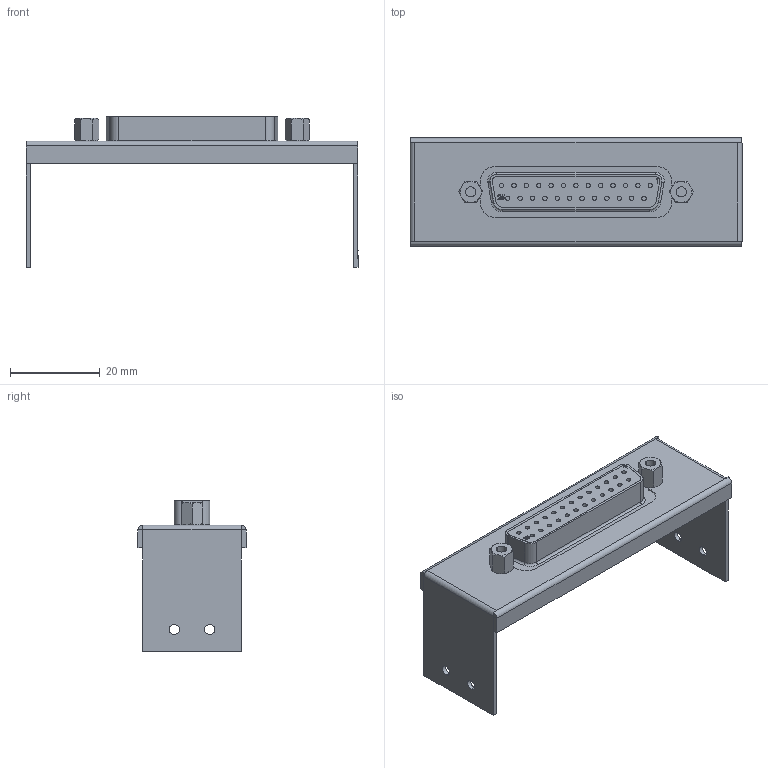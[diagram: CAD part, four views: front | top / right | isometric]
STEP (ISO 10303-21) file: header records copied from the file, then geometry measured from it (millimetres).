
FILE_DESCRIPTION (( 'STEP AP214' ), '1' );
FILE_NAME ('DIYM25F.STEP', '2007-11-12T15:53:14', ( ' ' ), ( ' ' ), 'SwSTEP 2.0', 'SolidWorks 2007', '' );
FILE_SCHEMA (( 'AUTOMOTIVE_DESIGN' ));
Length unit declared in the file: inch
Products named in the file (5): DIYM25F-MA1; DIYM25F-MA2; SD25S_Supplier Connector; DIYM25F; DIYM25F-MA3_DEFAULT
Assembly tree (6 placements, depth 2):
  DIYM25F
    DIYM25F-MA3_DEFAULT  x2
    SD25S_Supplier Connector
    DIYM25F-MA2  x2
    DIYM25F-MA1
Bounding box: 74.17 x 24.13 x 33.62 mm (x, y, z)
Volume: 5480.4 mm3; surface area: 9468.1 mm2
Topology: 6 solids, 6 shells, 416 faces, 957 edges, 587 vertices
Faces by surface type: cylinder 143, plane 142, cone 112, bspline 14, torus 5
Entity records: 12108 total; most frequent: CARTESIAN_POINT 2685, DIRECTION 1579, ORIENTED_EDGE 1478, EDGE_CURVE 739, AXIS2_PLACEMENT_3D 603, VERTEX_POINT 461, VECTOR 373, LINE 373
